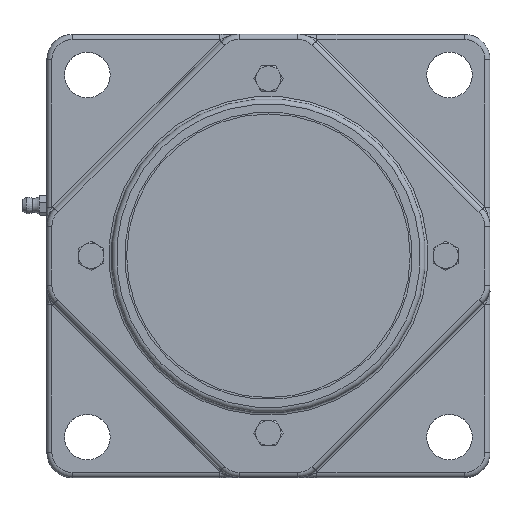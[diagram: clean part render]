
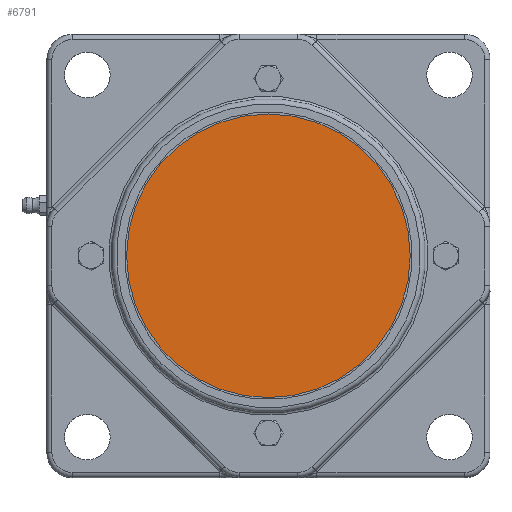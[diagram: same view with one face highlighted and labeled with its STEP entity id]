
A CAD part, top view. The second image highlights one B-rep face of the part: STEP entity #6791.
In plain terms, the highlighted planar face has unit normal (0, 0, 1).
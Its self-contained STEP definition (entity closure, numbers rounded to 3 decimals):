
#1005=PLANE($,#7346);
#1554=FACE_OUTER_BOUND($,#2006,.T.);
#2006=EDGE_LOOP($,(#4863));
#2544=CIRCLE($,#7344,56.);
#3033=VERTEX_POINT($,#10613);
#3718=EDGE_CURVE($,#3033,#3033,#2544,.T.);
#4863=ORIENTED_EDGE($,*,*,#3718,.F.);
#6791=ADVANCED_FACE($,(#1554),#1005,.T.);
#7344=AXIS2_PLACEMENT_3D($,#10614,#8532,#8533);
#7346=AXIS2_PLACEMENT_3D($,#10617,#8536,#8537);
#8532=DIRECTION('center_axis',(0.,0.,-1.));
#8533=DIRECTION('ref_axis',(-1.,0.,0.));
#8536=DIRECTION('center_axis',(0.,0.,1.));
#8537=DIRECTION('ref_axis',(-1.,0.,0.));
#10613=CARTESIAN_POINT('',(56.,0.,53.2));
#10614=CARTESIAN_POINT('Origin',(0.,0.,
53.2));
#10617=CARTESIAN_POINT('Origin',(0.,0.,
53.2));
